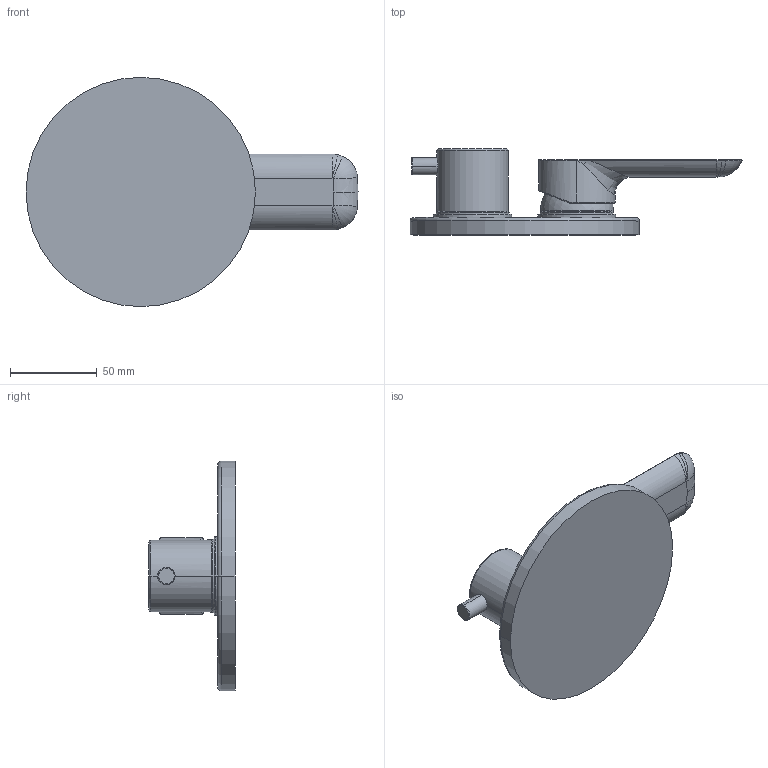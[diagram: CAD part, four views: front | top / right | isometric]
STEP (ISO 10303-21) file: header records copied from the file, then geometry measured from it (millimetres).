
FILE_DESCRIPTION (( 'STEP AP203' ), '1' );
FILE_NAME ('09PZ6911.STEP', '2019-12-17T08:13:29', ( '' ), ( '' ), 'SwSTEP 2.0', 'SolidWorks 2019', '' );
FILE_SCHEMA (( 'CONFIG_CONTROL_DESIGN' ));
Length unit declared in the file: millimetre
Products named in the file (1): 09PZ6911
Bounding box: 190.99 x 49.5 x 132 mm (x, y, z)
Volume: 266262.9 mm3; surface area: 52304.8 mm2
Topology: 7 solids, 7 shells, 179 faces, 443 edges, 279 vertices
Faces by surface type: plane 80, cylinder 44, bspline 28, torus 23, sphere 4
Entity records: 8746 total; most frequent: CARTESIAN_POINT 4576, ORIENTED_EDGE 878, DIRECTION 814, EDGE_CURVE 439, AXIS2_PLACEMENT_3D 293, VERTEX_POINT 279, VECTOR 228, LINE 228
